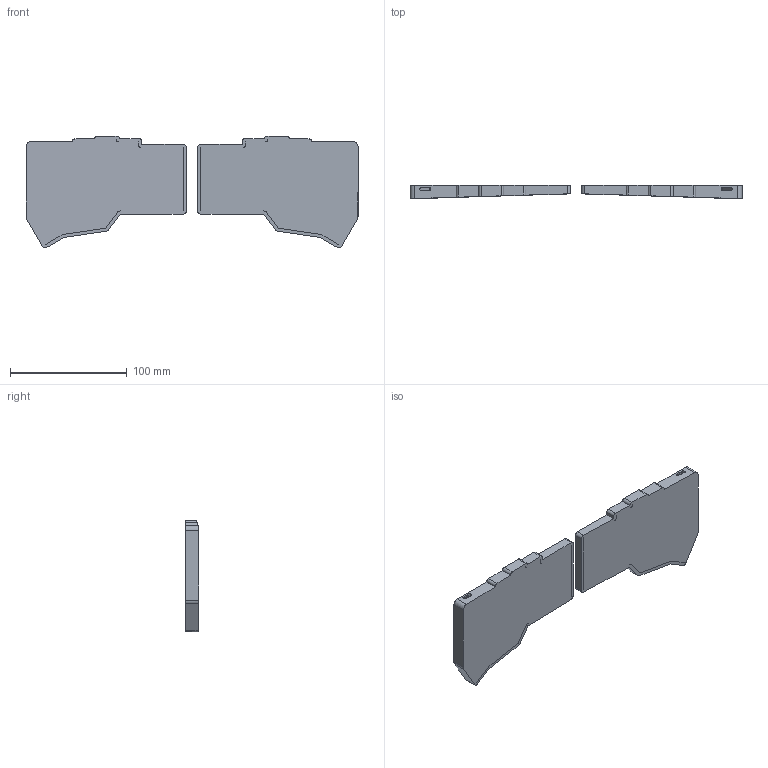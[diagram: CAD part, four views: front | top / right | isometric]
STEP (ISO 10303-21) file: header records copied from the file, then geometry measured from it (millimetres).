
FILE_DESCRIPTION(/* description */ (''),/* implementation_level */ '2;1');
FILE_NAME(/* name */ 'CorneSTEP.step',/* time_stamp */ '2025-07-20T15:21:01+03:00',/* author */ (''),/* organization */ (''),/* preprocessor_version */ 'ST-DEVELOPER v20.1',/* originating_system */ 'Autodesk Translation Framework v14.10.0.0',/* authorisation */ '');
FILE_SCHEMA (('AUTOMOTIVE_DESIGN { 1 0 10303 214 3 1 1 }'));
Length unit declared in the file: millimetre
Products named in the file (1): CorneKyboardV1
Bounding box: 284 x 11.5 x 95.45 mm (x, y, z)
Volume: 46570.1 mm3; surface area: 69911.6 mm2
Topology: 3 solids, 3 shells, 434 faces, 1174 edges, 768 vertices
Faces by surface type: plane 276, cylinder 136, cone 12, bspline 10
Full cylindrical faces by diameter (mm): 1.5 x18, 6 x12
Entity records: 13878 total; most frequent: CARTESIAN_POINT 2441, ORIENTED_EDGE 2376, DIRECTION 2346, EDGE_CURVE 1188, LINE 880, VECTOR 880, VERTEX_POINT 768, AXIS2_PLACEMENT_3D 733
